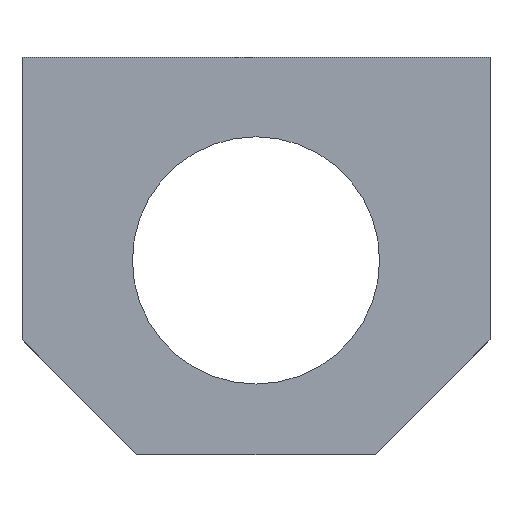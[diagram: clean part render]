
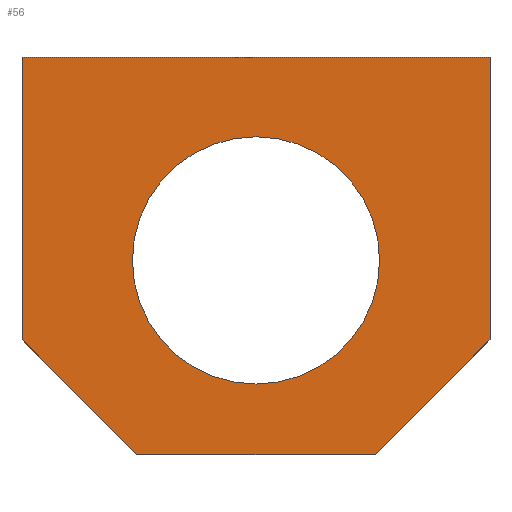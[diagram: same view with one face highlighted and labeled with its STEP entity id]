
A CAD part, front view. The second image highlights one B-rep face of the part: STEP entity #56.
In plain terms, the highlighted planar face has unit normal (0, -1, 0).
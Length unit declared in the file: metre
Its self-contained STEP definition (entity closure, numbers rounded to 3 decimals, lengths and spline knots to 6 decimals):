
#56 = ADVANCED_FACE( '', ( #125, #126 ), #127, .T. );
#125 = FACE_BOUND( '', #212, .T. );
#126 = FACE_OUTER_BOUND( '', #213, .T. );
#127 = PLANE( '', #214 );
#212 = EDGE_LOOP( '', ( #314 ) );
#213 = EDGE_LOOP( '', ( #315, #316, #317, #318, #319, #320 ) );
#214 = AXIS2_PLACEMENT_3D( '', #321, #322, #323 );
#314 = ORIENTED_EDGE( '', *, *, #441, .F. );
#315 = ORIENTED_EDGE( '', *, *, #442, .F. );
#316 = ORIENTED_EDGE( '', *, *, #436, .F. );
#317 = ORIENTED_EDGE( '', *, *, #443, .F. );
#318 = ORIENTED_EDGE( '', *, *, #428, .F. );
#319 = ORIENTED_EDGE( '', *, *, #423, .F. );
#320 = ORIENTED_EDGE( '', *, *, #444, .F. );
#321 = CARTESIAN_POINT( '', ( 0., -0.015, -0.0355 ) );
#322 = DIRECTION( '', ( 0., -1., 0. ) );
#323 = DIRECTION( '', ( 0., 0., -1. ) );
#423 = EDGE_CURVE( '', #481, #483, #484, .T. );
#428 = EDGE_CURVE( '', #483, #491, #492, .T. );
#436 = EDGE_CURVE( '', #503, #505, #506, .T. );
#441 = EDGE_CURVE( '', #512, #512, #513, .T. );
#442 = EDGE_CURVE( '', #505, #514, #515, .T. );
#443 = EDGE_CURVE( '', #491, #503, #516, .T. );
#444 = EDGE_CURVE( '', #514, #481, #517, .T. );
#481 = VERTEX_POINT( '', #564 );
#483 = VERTEX_POINT( '', #567 );
#484 = LINE( '', #568, #569 );
#491 = VERTEX_POINT( '', #578 );
#492 = LINE( '', #579, #580 );
#503 = VERTEX_POINT( '', #593 );
#505 = VERTEX_POINT( '', #596 );
#506 = LINE( '', #597, #598 );
#512 = VERTEX_POINT( '', #605 );
#513 = CIRCLE( '', #606, 0.014 );
#514 = VERTEX_POINT( '', #607 );
#515 = LINE( '', #608, #609 );
#516 = LINE( '', #610, #611 );
#517 = LINE( '', #612, #613 );
#564 = CARTESIAN_POINT( '', ( -0.0265, -0.015, 0.023 ) );
#567 = CARTESIAN_POINT( '', ( 0.0265, -0.015, 0.023 ) );
#568 = CARTESIAN_POINT( '', ( -0.0265, -0.015, 0.023 ) );
#569 = VECTOR( '', #722, 1. );
#578 = CARTESIAN_POINT( '', ( 0.0265, -0.015, -0.009 ) );
#579 = CARTESIAN_POINT( '', ( 0.0265, -0.015, 0.023 ) );
#580 = VECTOR( '', #728, 1. );
#593 = CARTESIAN_POINT( '', ( 0.0135, -0.015, -0.022 ) );
#596 = CARTESIAN_POINT( '', ( -0.0135, -0.015, -0.022 ) );
#597 = CARTESIAN_POINT( '', ( 0.0135, -0.015, -0.022 ) );
#598 = VECTOR( '', #738, 1. );
#605 = CARTESIAN_POINT( '', ( 0., -0.015, -0.014 ) );
#606 = AXIS2_PLACEMENT_3D( '', #743, #744, #745 );
#607 = CARTESIAN_POINT( '', ( -0.0265, -0.015, -0.009 ) );
#608 = CARTESIAN_POINT( '', ( -0.0135, -0.015, -0.022 ) );
#609 = VECTOR( '', #746, 1. );
#610 = CARTESIAN_POINT( '', ( 0.0265, -0.015, -0.009 ) );
#611 = VECTOR( '', #747, 1. );
#612 = CARTESIAN_POINT( '', ( -0.0265, -0.015, -0.009 ) );
#613 = VECTOR( '', #748, 1. );
#722 = DIRECTION( '', ( 1., 0., 0. ) );
#728 = DIRECTION( '', ( 0., 0., -1. ) );
#738 = DIRECTION( '', ( -1., 0., 0. ) );
#743 = CARTESIAN_POINT( '', ( 0., -0.015, 0. ) );
#744 = DIRECTION( '', ( 0., -1., 0. ) );
#745 = DIRECTION( '', ( 0., 0., -1. ) );
#746 = DIRECTION( '', ( -0.707, 0., 0.707 ) );
#747 = DIRECTION( '', ( -0.707, 0., -0.707 ) );
#748 = DIRECTION( '', ( 0., 0., 1. ) );
